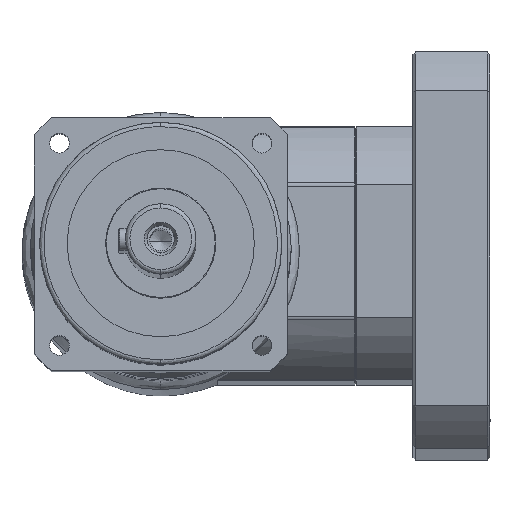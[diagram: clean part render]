
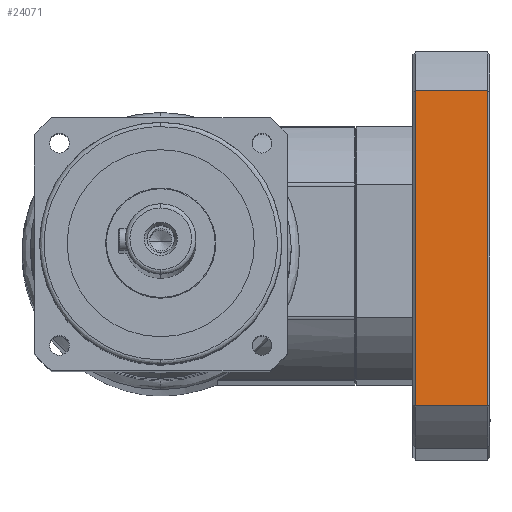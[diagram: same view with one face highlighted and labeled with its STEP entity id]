
A CAD part, left-side view. The second image highlights one B-rep face of the part: STEP entity #24071.
In plain terms, the highlighted face is planar.
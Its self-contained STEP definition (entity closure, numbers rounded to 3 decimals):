
#23 = EDGE_CURVE ( 'NONE', #4865, #5160, #26889, .T. ) ;
#183 = ORIENTED_EDGE ( 'NONE', *, *, #518, .F. ) ;
#514 = EDGE_CURVE ( 'NONE', #21220, #4865, #24169, .T. ) ;
#518 = EDGE_CURVE ( 'NONE', #21220, #5038, #5800, .T. ) ;
#522 = EDGE_CURVE ( 'NONE', #5038, #5160, #18097, .T. ) ;
#1210 = AXIS2_PLACEMENT_3D ( 'NONE', #1816, #18129, #4270 ) ;
#1816 = CARTESIAN_POINT ( 'NONE',  ( 90., 90., 0. ) ) ;
#4270 = DIRECTION ( 'NONE',  ( -1., 0., 0. ) ) ;
#4865 = VERTEX_POINT ( 'NONE', #27934 ) ;
#5038 = VERTEX_POINT ( 'NONE', #17317 ) ;
#5075 = VECTOR ( 'NONE', #11162, 1000. ) ;
#5160 = VERTEX_POINT ( 'NONE', #8190 ) ;
#5800 = LINE ( 'NONE', #11821, #17328 ) ;
#7966 = FACE_OUTER_BOUND ( 'NONE', #24278, .T. ) ;
#8190 = CARTESIAN_POINT ( 'NONE',  ( -71.589, 90., 30. ) ) ;
#8768 = PLANE ( 'NONE',  #1210 ) ;
#10912 = DIRECTION ( 'NONE',  ( -1., 0., 0. ) ) ;
#10974 = DIRECTION ( 'NONE',  ( 0., 0., -1. ) ) ;
#10981 = ORIENTED_EDGE ( 'NONE', *, *, #23, .T. ) ;
#11019 = CARTESIAN_POINT ( 'NONE',  ( 71.589, 90., 0. ) ) ;
#11138 = CARTESIAN_POINT ( 'NONE',  ( -71.589, 90., 64. ) ) ;
#11162 = DIRECTION ( 'NONE',  ( 0., 0., -1. ) ) ;
#11426 = ORIENTED_EDGE ( 'NONE', *, *, #514, .T. ) ;
#11821 = CARTESIAN_POINT ( 'NONE',  ( 45., 90., 63. ) ) ;
#11994 = VECTOR ( 'NONE', #10974, 1000. ) ;
#17317 = CARTESIAN_POINT ( 'NONE',  ( -71.589, 90., 63. ) ) ;
#17328 = VECTOR ( 'NONE', #10912, 1000. ) ;
#18097 = LINE ( 'NONE', #11138, #5075 ) ;
#18129 = DIRECTION ( 'NONE',  ( 0., 1., 0. ) ) ;
#18180 = DIRECTION ( 'NONE',  ( -1., 0., 0. ) ) ;
#18212 = CARTESIAN_POINT ( 'NONE',  ( 90., 90., 30. ) ) ;
#21080 = VECTOR ( 'NONE', #18180, 1000. ) ;
#21220 = VERTEX_POINT ( 'NONE', #22167 ) ;
#22167 = CARTESIAN_POINT ( 'NONE',  ( 71.589, 90., 63. ) ) ;
#24071 = ADVANCED_FACE ( 'NONE', ( #7966 ), #8768, .T. ) ;
#24169 = LINE ( 'NONE', #11019, #11994 ) ;
#24278 = EDGE_LOOP ( 'NONE', ( #183, #11426, #10981, #28099 ) ) ;
#26889 = LINE ( 'NONE', #18212, #21080 ) ;
#27934 = CARTESIAN_POINT ( 'NONE',  ( 71.589, 90., 30. ) ) ;
#28099 = ORIENTED_EDGE ( 'NONE', *, *, #522, .F. ) ;
